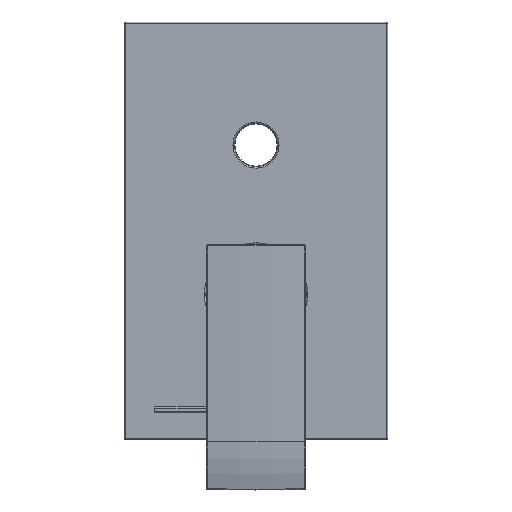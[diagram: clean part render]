
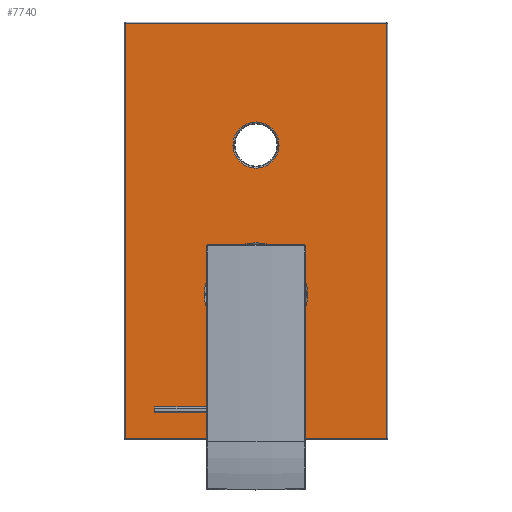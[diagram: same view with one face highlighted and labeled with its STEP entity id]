
A CAD part, top view. The second image highlights one B-rep face of the part: STEP entity #7740.
In plain terms, the highlighted face is planar.
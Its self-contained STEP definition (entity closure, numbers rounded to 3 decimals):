
#6961=DIRECTION('',(-1.,0.,0.));
#6962=VECTOR('',#6961,119.);
#6963=CARTESIAN_POINT('',(59.5,8.,-94.5));
#6964=LINE('',#6963,#6962);
#6968=DIRECTION('',(0.,0.,-1.));
#6969=VECTOR('',#6968,189.);
#6970=CARTESIAN_POINT('',(59.5,8.,94.5));
#6971=LINE('',#6970,#6969);
#6975=DIRECTION('',(1.,0.,0.));
#6976=VECTOR('',#6975,119.);
#6977=CARTESIAN_POINT('',(-59.5,8.,94.5));
#6978=LINE('',#6977,#6976);
#6982=DIRECTION('',(0.,0.,1.));
#6983=VECTOR('',#6982,189.);
#6984=CARTESIAN_POINT('',(-59.5,8.,-94.5));
#6985=LINE('',#6984,#6983);
#6989=CARTESIAN_POINT('',(0.,8.,29.));
#6990=DIRECTION('',(0.,-1.,0.));
#6991=DIRECTION('',(1.,0.,0.));
#6992=AXIS2_PLACEMENT_3D('',#6989,#6990,#6991);
#6997=CARTESIAN_POINT('',(0.,8.,29.));
#6998=DIRECTION('',(0.,-1.,0.));
#6999=DIRECTION('',(-1.,0.,0.));
#7000=AXIS2_PLACEMENT_3D('',#6997,#6998,#6999);
#7005=CARTESIAN_POINT('',(0.,8.,-39.));
#7006=DIRECTION('',(0.,-1.,0.));
#7007=DIRECTION('',(-1.,0.,0.));
#7008=AXIS2_PLACEMENT_3D('',#7005,#7006,#7007);
#7013=CARTESIAN_POINT('',(0.,8.,-39.));
#7014=DIRECTION('',(0.,-1.,0.));
#7015=DIRECTION('',(1.,0.,0.));
#7016=AXIS2_PLACEMENT_3D('',#7013,#7014,#7015);
#7384=CARTESIAN_POINT('',(59.5,8.,-94.5));
#7385=CARTESIAN_POINT('',(-59.5,8.,-94.5));
#7386=VERTEX_POINT('',#7384);
#7387=VERTEX_POINT('',#7385);
#7392=CARTESIAN_POINT('',(-59.5,8.,94.5));
#7393=VERTEX_POINT('',#7392);
#7398=CARTESIAN_POINT('',(59.5,8.,94.5));
#7399=VERTEX_POINT('',#7398);
#7404=CARTESIAN_POINT('',(23.5,8.,29.));
#7405=CARTESIAN_POINT('',(-23.5,8.,29.));
#7406=VERTEX_POINT('',#7404);
#7407=VERTEX_POINT('',#7405);
#7412=CARTESIAN_POINT('',(-10.5,8.,-39.));
#7413=CARTESIAN_POINT('',(10.5,8.,-39.));
#7414=VERTEX_POINT('',#7412);
#7415=VERTEX_POINT('',#7413);
#7714=CARTESIAN_POINT('',(0.,8.,0.));
#7715=DIRECTION('',(0.,1.,0.));
#7716=DIRECTION('',(1.,0.,0.));
#7717=AXIS2_PLACEMENT_3D('',#7714,#7715,#7716);
#7718=PLANE('',#7717);
#7720=ORIENTED_EDGE('',*,*,#7719,.F.);
#7722=ORIENTED_EDGE('',*,*,#7721,.F.);
#7724=ORIENTED_EDGE('',*,*,#7723,.F.);
#7726=ORIENTED_EDGE('',*,*,#7725,.F.);
#7727=EDGE_LOOP('',(#7720,#7722,#7724,#7726));
#7728=FACE_OUTER_BOUND('',#7727,.F.);
#7730=ORIENTED_EDGE('',*,*,#7729,.F.);
#7732=ORIENTED_EDGE('',*,*,#7731,.F.);
#7733=EDGE_LOOP('',(#7730,#7732));
#7734=FACE_BOUND('',#7733,.F.);
#7735=ORIENTED_EDGE('',*,*,#7704,.F.);
#7737=ORIENTED_EDGE('',*,*,#7736,.F.);
#7738=EDGE_LOOP('',(#7735,#7737));
#7739=FACE_BOUND('',#7738,.F.);
#7740=ADVANCED_FACE('',(#7728,#7734,#7739),#7718,.T.);
#6993=CIRCLE('',#6992,23.5);
#7001=CIRCLE('',#7000,23.5);
#7009=CIRCLE('',#7008,10.5);
#7017=CIRCLE('',#7016,10.5);
#7704=EDGE_CURVE('',#7414,#7415,#7009,.T.);
#7719=EDGE_CURVE('',#7386,#7387,#6964,.T.);
#7721=EDGE_CURVE('',#7399,#7386,#6971,.T.);
#7723=EDGE_CURVE('',#7393,#7399,#6978,.T.);
#7725=EDGE_CURVE('',#7387,#7393,#6985,.T.);
#7729=EDGE_CURVE('',#7406,#7407,#6993,.T.);
#7731=EDGE_CURVE('',#7407,#7406,#7001,.T.);
#7736=EDGE_CURVE('',#7415,#7414,#7017,.T.);
